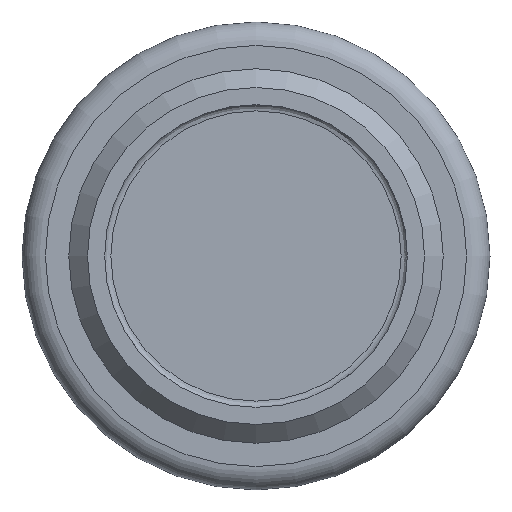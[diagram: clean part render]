
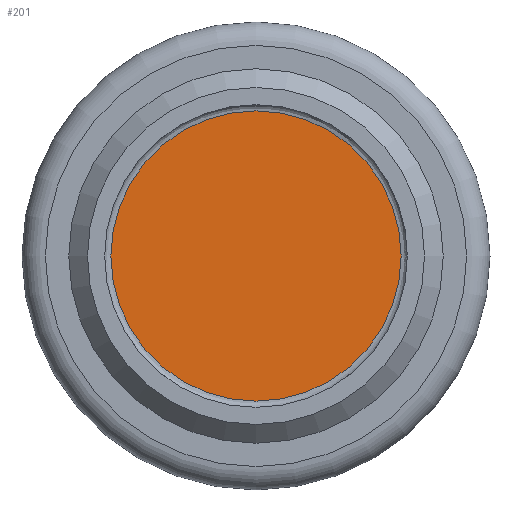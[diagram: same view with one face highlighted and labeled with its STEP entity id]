
A CAD part, front view. The second image highlights one B-rep face of the part: STEP entity #201.
In plain terms, the highlighted planar face has unit normal (0, -1, 0).
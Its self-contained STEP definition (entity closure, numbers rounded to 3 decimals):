
#201=ADVANCED_FACE('',(#220),#212,.T.);
#212=PLANE('',#421);
#220=FACE_OUTER_BOUND('',#239,.T.);
#239=EDGE_LOOP('',(#309));
#263=CIRCLE('',#420,4.65);
#309=ORIENTED_EDGE('',*,*,#362,.T.);
#336=VERTEX_POINT('',#738);
#362=EDGE_CURVE('',#336,#336,#263,.T.);
#420=AXIS2_PLACEMENT_3D('',#737,#476,#477);
#421=AXIS2_PLACEMENT_3D('',#739,#478,#479);
#476=DIRECTION('',(0.,-1.,0.));
#477=DIRECTION('',(1.,0.,0.));
#478=DIRECTION('',(0.,-1.,0.));
#479=DIRECTION('',(0.,0.,1.));
#737=CARTESIAN_POINT('',(0.,7.5,0.));
#738=CARTESIAN_POINT('',(4.65,7.5,0.));
#739=CARTESIAN_POINT('',(5.335,7.5,-5.335));
